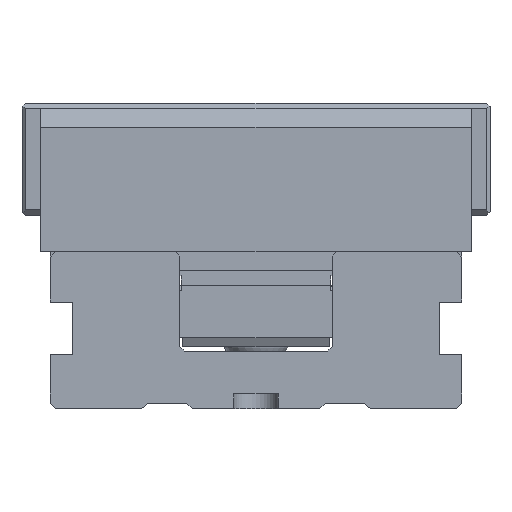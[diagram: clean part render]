
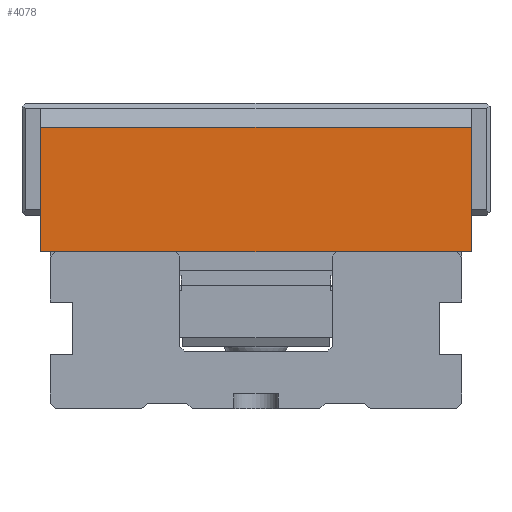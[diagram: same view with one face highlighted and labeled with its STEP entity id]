
A CAD part, front view. The second image highlights one B-rep face of the part: STEP entity #4078.
In plain terms, the highlighted planar face has unit normal (0, -1, 0).
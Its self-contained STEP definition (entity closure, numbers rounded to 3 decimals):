
#4078=ADVANCED_FACE('',(#4749),#4427,.T.);
#4427=PLANE('',#11197);
#4749=FACE_OUTER_BOUND('',#5229,.T.);
#5229=EDGE_LOOP('',(#6530,#6531,#6532,#6533));
#6530=ORIENTED_EDGE('',*,*,#8835,.T.);
#6531=ORIENTED_EDGE('',*,*,#8845,.T.);
#6532=ORIENTED_EDGE('',*,*,#8846,.F.);
#6533=ORIENTED_EDGE('',*,*,#8827,.T.);
#7935=VERTEX_POINT('',#15169);
#7936=VERTEX_POINT('',#15171);
#7942=VERTEX_POINT('',#15186);
#7951=VERTEX_POINT('',#15207);
#8827=EDGE_CURVE('',#7936,#7935,#9703,.T.);
#8835=EDGE_CURVE('',#7935,#7942,#9710,.T.);
#8845=EDGE_CURVE('',#7942,#7951,#9720,.T.);
#8846=EDGE_CURVE('',#7936,#7951,#9721,.T.);
#9703=LINE('',#15170,#10441);
#9710=LINE('',#15187,#10448);
#9720=LINE('',#15206,#10458);
#9721=LINE('',#15208,#10459);
#10441=VECTOR('',#12634,1.);
#10448=VECTOR('',#12647,1.);
#10458=VECTOR('',#12659,1.);
#10459=VECTOR('',#12660,1.);
#11197=AXIS2_PLACEMENT_3D('',#15209,#12661,#12662);
#12634=DIRECTION('',(1.,0.,0.));
#12647=DIRECTION('',(0.,0.,1.));
#12659=DIRECTION('',(-1.,0.,0.));
#12660=DIRECTION('',(0.,0.,1.));
#12661=DIRECTION('',(0.,-1.,0.));
#12662=DIRECTION('',(0.,0.,1.));
#15169=CARTESIAN_POINT('',(112.5,0.,-36.261));
#15170=CARTESIAN_POINT('',(55.,0.,-36.261));
#15171=CARTESIAN_POINT('',(-2.5,0.,-36.261));
#15186=CARTESIAN_POINT('',(112.5,0.,-3.061));
#15187=CARTESIAN_POINT('',(112.5,0.,-36.261));
#15206=CARTESIAN_POINT('',(55.,0.,-3.061));
#15207=CARTESIAN_POINT('',(-2.5,0.,-3.061));
#15208=CARTESIAN_POINT('',(-2.5,0.,-36.261));
#15209=CARTESIAN_POINT('',(55.,0.,-36.261));
